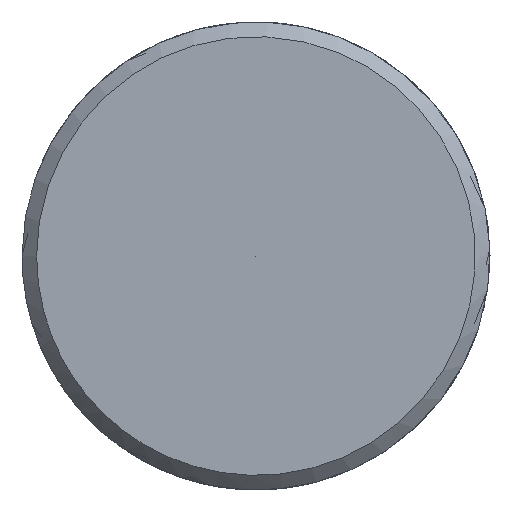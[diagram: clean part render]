
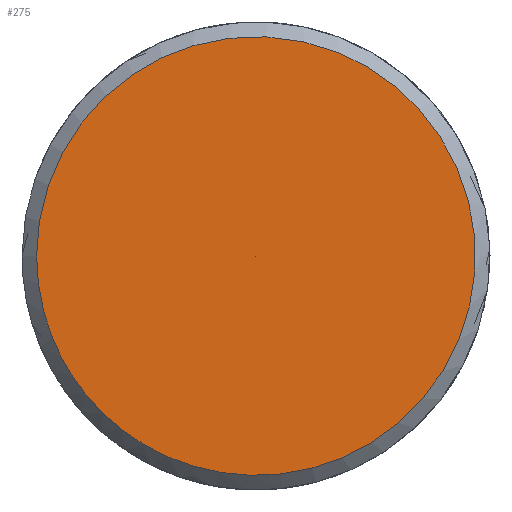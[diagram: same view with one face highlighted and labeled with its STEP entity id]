
A CAD part, left-side view. The second image highlights one B-rep face of the part: STEP entity #275.
In plain terms, the highlighted free-form (B-spline) face has degree [5, 1] with [6, 2] control points.
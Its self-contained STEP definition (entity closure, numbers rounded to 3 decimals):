
#203 = CARTESIAN_POINT ('', (-101., 3.75, 0.));
#204 = VERTEX_POINT ('', #203);
#212 = CARTESIAN_POINT ('', (-101., 3.75, 0.));
#213 = CARTESIAN_POINT ('', (-101., 3.75, 15.));
#214 = CARTESIAN_POINT ('', (-101., -11.25, 7.5));
#215 = CARTESIAN_POINT ('', (-101., -11.25, -7.5));
#216 = CARTESIAN_POINT ('', (-101., 3.75, -15.));
#217 = CARTESIAN_POINT ('', (-101., 3.75, 0.));
#218 = (
   BOUNDED_CURVE ()
   B_SPLINE_CURVE (5, (#212, #213, #214, #215, #216, #217), .UNSPECIFIED., .T., .U.)
   B_SPLINE_CURVE_WITH_KNOTS ((6, 6), (0., 1.), .UNSPECIFIED.)
   CURVE ()
   GEOMETRIC_REPRESENTATION_ITEM ()
   RATIONAL_B_SPLINE_CURVE ((5., 1., 1., 1., 1., 5.))
   REPRESENTATION_ITEM ('')
);
#219 = EDGE_CURVE ('', #204, #204, #218, .T.);
#251 = CARTESIAN_POINT ('', (-101., 0., 0.));
#252 = VERTEX_POINT ('', #251);
#253 = CARTESIAN_POINT ('', (-101., 0., 0.));
#254 = CARTESIAN_POINT ('', (-101., 3.75, 0.));
#255 = B_SPLINE_CURVE_WITH_KNOTS ('', 1, (#253, #254), .UNSPECIFIED., .F., .U., (2, 2), (0., 1.), .UNSPECIFIED.);
#256 = EDGE_CURVE ('', #252, #204, #255, .T.);
#257 = ORIENTED_EDGE ('', *, *, #256, .F.);
#258 = ORIENTED_EDGE ('', *, *, #256, .T.);
#259 = ORIENTED_EDGE ('', *, *, #219, .F.);
#260 = EDGE_LOOP ('', (#257, #258, #259));
#261 = FACE_OUTER_BOUND ('', #260, .T.);
#262 = CARTESIAN_POINT ('', (-101., 0., 0.));
#263 = CARTESIAN_POINT ('', (-101., 3.75, 0.));
#264 = CARTESIAN_POINT ('', (-101., 0., 0.));
#265 = CARTESIAN_POINT ('', (-101., 3.75, 15.));
#266 = CARTESIAN_POINT ('', (-101., 0., 0.));
#267 = CARTESIAN_POINT ('', (-101., -11.25, 7.5));
#268 = CARTESIAN_POINT ('', (-101., 0., 0.));
#269 = CARTESIAN_POINT ('', (-101., -11.25, -7.5));
#270 = CARTESIAN_POINT ('', (-101., 0., 0.));
#271 = CARTESIAN_POINT ('', (-101., 3.75, -15.));
#272 = CARTESIAN_POINT ('', (-101., 0., 0.));
#273 = CARTESIAN_POINT ('', (-101., 3.75, 0.));
#274 = (
   BOUNDED_SURFACE ()
   B_SPLINE_SURFACE (5, 1, ((#262, #263), (#264, #265), (#266, #267), (#268, #269), (#270, #271), (#272, #273)), .UNSPECIFIED., .T., .F., .U.)
   B_SPLINE_SURFACE_WITH_KNOTS ((6, 6), (2, 2), (0., 1.), (0., 1.), .UNSPECIFIED.)
   SURFACE ()
   GEOMETRIC_REPRESENTATION_ITEM ()
   RATIONAL_B_SPLINE_SURFACE (((5., 5.), (1., 1.), (1., 1.), (1., 1.), (1., 1.), (5., 5.)))
   REPRESENTATION_ITEM ('')
);
#275 = ADVANCED_FACE ('', (#261), #274, .T.);
